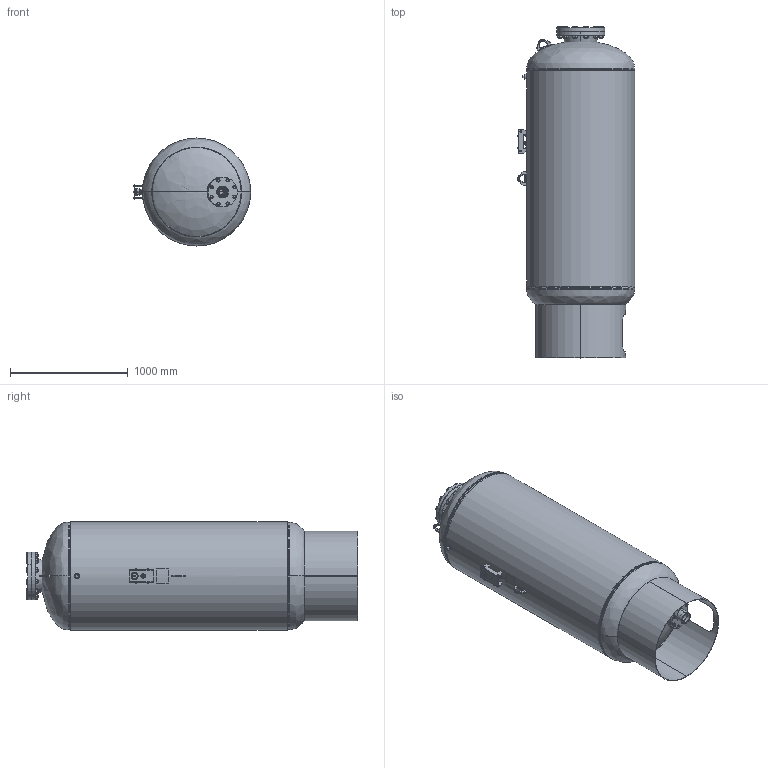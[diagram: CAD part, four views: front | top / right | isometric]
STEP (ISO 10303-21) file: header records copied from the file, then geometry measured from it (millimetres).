
FILE_DESCRIPTION (( 'STEP AP203' ), '1' );
FILE_NAME ('TXA-1400.STEP', '2021-03-11T19:35:23', ( '' ), ( '' ), 'SwSTEP 2.0', 'SolidWorks 2021', '' );
FILE_SCHEMA (( 'CONFIG_CONTROL_DESIGN' ));
Length unit declared in the file: inch
Products named in the file (32): 9400595; 9600830_36" VERT; 9800635_9800635; 9800495_5081T62; BLIND FLANGES ASME B16.5_10 150# SA-105; 9800620_HHNUT 0.6250-11-D-N; 9400065; 9500010; 99B3377; 9400510; 9500030; WNRF FLANGES ASME B16.5_10" 150# S40 (STD) SA-105; 9400045; 99K0776; 9800541_HHBOLT 0.6250-11x1.75x1.75-N; 9500000; 9200210; Couplings_9500420; 9400542; Garlock F.F. Gaskets 150# .0625 tk_9471010; 9500050; 9800542_HHBOLT 0.6250-11x2.5x2.5-N; 9800460_03-34; 07200310_5081T17; PLUGS_9500150; 99K0777; 9800401_9800400; 9500080; 9800614_9800614; TXA-1400; 9301100_2
Assembly tree (73 placements, depth 2):
  TXA-1400
    99B3377
    9200210
    9200210
    9500000
    9500010
    9500030
    9500050
    9500080
    Couplings_9500420
    9800460_03-34
    07200310_5081T17
    9800401_9800400
    PLUGS_9500150
    9800495_5081T62
    9301100_2
    WNRF FLANGES ASME B16.5_10" 150# S40 (STD) SA-105
    BLIND FLANGES ASME B16.5_10 150# SA-105
    9400065
    9400045
    9800541_HHBOLT 0.6250-11x1.75x1.75-N  x2
    9800542_HHBOLT 0.6250-11x2.5x2.5-N  x8
    9800614_9800614  x12
    9800620_HHNUT 0.6250-11-D-N  x10
    9800635_9800635  x12
    Garlock F.F. Gaskets 150# .0625 tk_9471010
    9400542  x2
    9400595  x2
    99K0777
    99K0776  x2
    9400510
    9600830_36" VERT
Bounding box: 995.08 x 2813.1 x 916.94 mm (x, y, z)
Volume: 55586936.9 mm3; surface area: 18127392.9 mm2
Topology: 77 solids, 77 shells, 2190 faces, 5014 edges, 3005 vertices
Faces by surface type: cone 819, plane 719, cylinder 548, torus 70, bspline 34
Full cylindrical faces by diameter (mm): 904.24 x1, 916.94 x1
Entity records: 49233 total; most frequent: CARTESIAN_POINT 16925, DIRECTION 6125, ORIENTED_EDGE 5536, EDGE_CURVE 2768, AXIS2_PLACEMENT_3D 2415, VERTEX_POINT 1697, EDGE_LOOP 1373, VECTOR 1295
